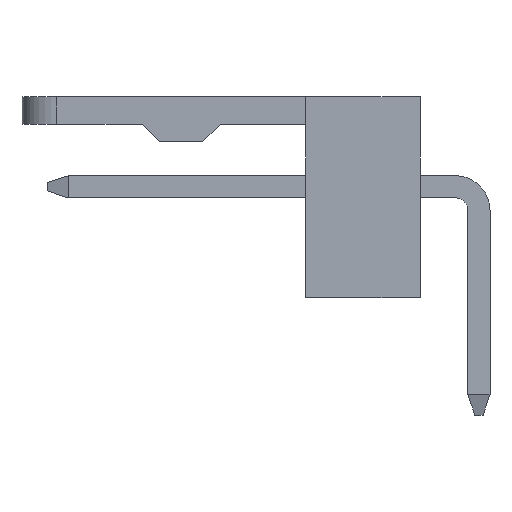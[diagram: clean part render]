
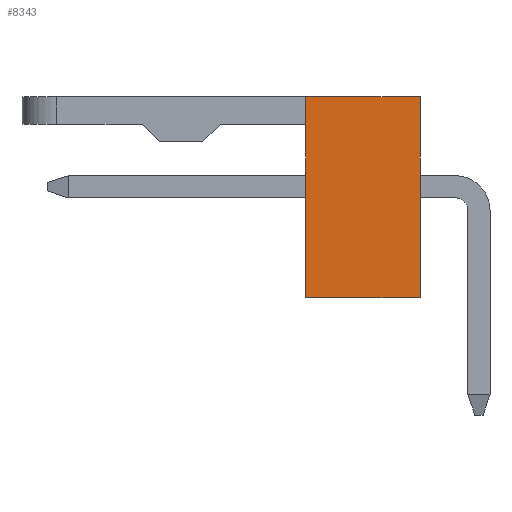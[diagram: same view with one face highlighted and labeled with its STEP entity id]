
A CAD part, left-side view. The second image highlights one B-rep face of the part: STEP entity #8343.
In plain terms, the highlighted face is planar.
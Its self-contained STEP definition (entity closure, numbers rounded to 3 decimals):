
#269=PLANE('',#8726);
#660=LINE('',#11062,#1446);
#985=LINE('',#11725,#1771);
#988=LINE('',#11731,#1774);
#994=LINE('',#11742,#1780);
#1446=VECTOR('',#9454,1000.);
#1771=VECTOR('',#10033,1000.);
#1774=VECTOR('',#10040,1000.);
#1780=VECTOR('',#10048,1000.);
#3246=ORIENTED_EDGE('',*,*,#4237,.F.);
#3247=ORIENTED_EDGE('',*,*,#4246,.F.);
#3248=ORIENTED_EDGE('',*,*,#4240,.F.);
#3249=ORIENTED_EDGE('',*,*,#3908,.F.);
#3908=EDGE_CURVE('',#4617,#4616,#660,.T.);
#4237=EDGE_CURVE('',#4828,#4617,#985,.T.);
#4240=EDGE_CURVE('',#4616,#4830,#988,.T.);
#4246=EDGE_CURVE('',#4830,#4828,#994,.T.);
#4616=VERTEX_POINT('',#11059);
#4617=VERTEX_POINT('',#11061);
#4828=VERTEX_POINT('',#11724);
#4830=VERTEX_POINT('',#11732);
#5231=EDGE_LOOP('',(#3246,#3247,#3248,#3249));
#5603=FACE_BOUND('',#5231,.T.);
#8343=ADVANCED_FACE('',(#5603),#269,.F.);
#8726=AXIS2_PLACEMENT_3D('',#11754,#10060,#10061);
#9454=DIRECTION('',(0.,-1.,0.));
#10033=DIRECTION('',(0.,0.,-1.));
#10040=DIRECTION('',(0.,0.,1.));
#10048=DIRECTION('',(0.,1.,0.));
#10060=DIRECTION('',(-1.,0.,0.));
#10061=DIRECTION('',(0.,0.,1.));
#11059=CARTESIAN_POINT('',(10.16,-2.9,-5.75));
#11061=CARTESIAN_POINT('',(10.16,2.9,-5.75));
#11062=CARTESIAN_POINT('',(10.16,2.9,-5.75));
#11724=CARTESIAN_POINT('',(10.16,2.9,-2.45));
#11725=CARTESIAN_POINT('',(10.16,2.9,5.75));
#11731=CARTESIAN_POINT('',(10.16,-2.9,-5.75));
#11732=CARTESIAN_POINT('',(10.16,-2.9,-2.45));
#11742=CARTESIAN_POINT('',(10.16,-2.9,-2.45));
#11754=CARTESIAN_POINT('',(10.16,0.,0.));
